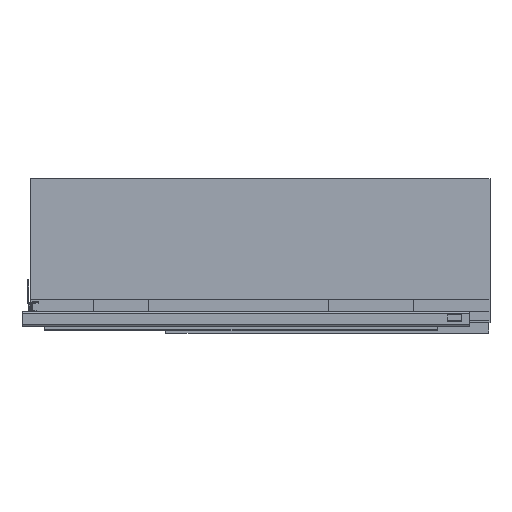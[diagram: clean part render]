
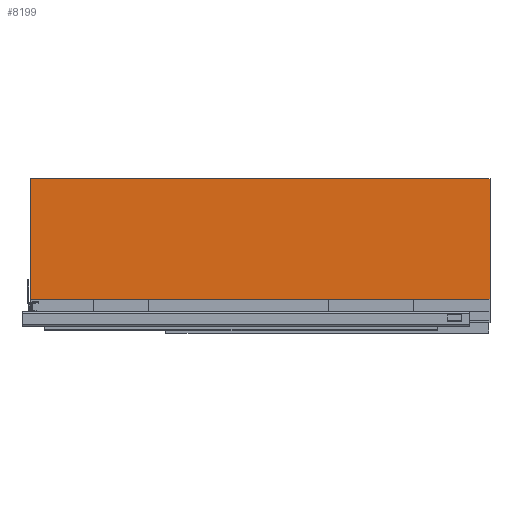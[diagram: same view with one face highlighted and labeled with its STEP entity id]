
A CAD part, top view. The second image highlights one B-rep face of the part: STEP entity #8199.
In plain terms, the highlighted planar face has unit normal (0, 0, 1).
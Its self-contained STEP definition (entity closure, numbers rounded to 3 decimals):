
#190 = EDGE_CURVE ( 'NONE', #8664, #3141, #2192, .T. ) ;
#903 = LINE ( 'NONE', #8780, #6367 ) ;
#977 = CARTESIAN_POINT ( 'NONE',  ( 0., 185., 13.5 ) ) ;
#1246 = ORIENTED_EDGE ( 'NONE', *, *, #3340, .T. ) ;
#1311 = DIRECTION ( 'NONE',  ( 0., -1., 0. ) ) ;
#1333 = ORIENTED_EDGE ( 'NONE', *, *, #10117, .F. ) ;
#1359 = DIRECTION ( 'NONE',  ( 0., -1., 0. ) ) ;
#1604 = CARTESIAN_POINT ( 'NONE',  ( 0., 185., 13.5 ) ) ;
#2192 = LINE ( 'NONE', #6928, #9780 ) ;
#3141 = VERTEX_POINT ( 'NONE', #9009 ) ;
#3340 = EDGE_CURVE ( 'NONE', #3141, #7715, #903, .T. ) ;
#3550 = EDGE_LOOP ( 'NONE', ( #6057, #1333, #4485, #1246 ) ) ;
#3697 = VECTOR ( 'NONE', #4185, 1000. ) ;
#3787 = DIRECTION ( 'NONE',  ( 0., 0., 1. ) ) ;
#4185 = DIRECTION ( 'NONE',  ( 0., -1., 0. ) ) ;
#4485 = ORIENTED_EDGE ( 'NONE', *, *, #190, .T. ) ;
#5227 = LINE ( 'NONE', #977, #3697 ) ;
#5299 = DIRECTION ( 'NONE',  ( 1., 0., 0. ) ) ;
#5416 = VERTEX_POINT ( 'NONE', #1604 ) ;
#5448 = LINE ( 'NONE', #7766, #9839 ) ;
#6057 = ORIENTED_EDGE ( 'NONE', *, *, #6059, .F. ) ;
#6059 = EDGE_CURVE ( 'NONE', #5416, #7715, #5227, .T. ) ;
#6367 = VECTOR ( 'NONE', #10345, 1000. ) ;
#6823 = PLANE ( 'NONE',  #6876 ) ;
#6876 = AXIS2_PLACEMENT_3D ( 'NONE', #7610, #3787, #1311 ) ;
#6928 = CARTESIAN_POINT ( 'NONE',  ( -590., 185., 13.5 ) ) ;
#7610 = CARTESIAN_POINT ( 'NONE',  ( -590., 185., 13.5 ) ) ;
#7715 = VERTEX_POINT ( 'NONE', #10043 ) ;
#7766 = CARTESIAN_POINT ( 'NONE',  ( -590., 185., 13.5 ) ) ;
#8199 = ADVANCED_FACE ( 'NONE', ( #8408 ), #6823, .T. ) ;
#8408 = FACE_OUTER_BOUND ( 'NONE', #3550, .T. ) ;
#8664 = VERTEX_POINT ( 'NONE', #9647 ) ;
#8780 = CARTESIAN_POINT ( 'NONE',  ( -590., 30., 13.5 ) ) ;
#9009 = CARTESIAN_POINT ( 'NONE',  ( -590., 30., 13.5 ) ) ;
#9647 = CARTESIAN_POINT ( 'NONE',  ( -590., 185., 13.5 ) ) ;
#9780 = VECTOR ( 'NONE', #1359, 1000. ) ;
#9839 = VECTOR ( 'NONE', #5299, 1000. ) ;
#10043 = CARTESIAN_POINT ( 'NONE',  ( 0., 30., 13.5 ) ) ;
#10117 = EDGE_CURVE ( 'NONE', #8664, #5416, #5448, .T. ) ;
#10345 = DIRECTION ( 'NONE',  ( 1., 0., 0. ) ) ;
